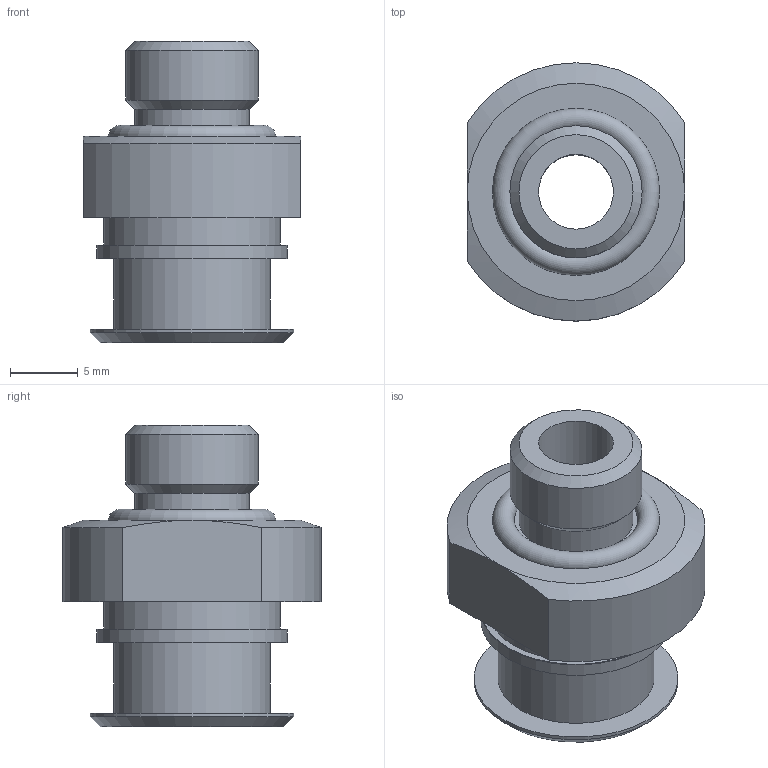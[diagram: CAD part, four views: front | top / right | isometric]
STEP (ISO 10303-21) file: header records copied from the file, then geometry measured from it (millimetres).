
FILE_DESCRIPTION( ( 'Unknown' ), '1' );
FILE_NAME( '0900045.stp', 'Unknown', ( 'Unknown' ), ( 'Unknown' ), 'PSStep 14.0', 'Unknown', ' ' );
FILE_SCHEMA( ( 'AUTOMOTIVE_DESIGN { 1 0 10303 214 1 1 1 1 }' ) );
Length unit declared in the file: millimetre
Products named in the file (1): 1
Bounding box: 16 x 19 x 22.2 mm (x, y, z)
Volume: 2659.4 mm3; surface area: 1968.6 mm2
Topology: 1 solids, 1 shells, 26 faces, 54 edges, 36 vertices
Faces by surface type: plane 10, cylinder 9, cone 5, torus 2
Full cylindrical faces by diameter (mm): 5.5 x1, 8.4 x1, 9.73 x1, 11.5 x1, 13 x1, 14 x1, 15 x1
Entity records: 929 total; most frequent: CARTESIAN_POINT 111, DIRECTION 110, ORIENTED_EDGE 70, PRESENTATION_STYLE_ASSIGNMENT 53, COLOUR_RGB 53, AXIS2_PLACEMENT_3D 52, EDGE_LOOP 46, FACE_OUTER_BOUND 35
